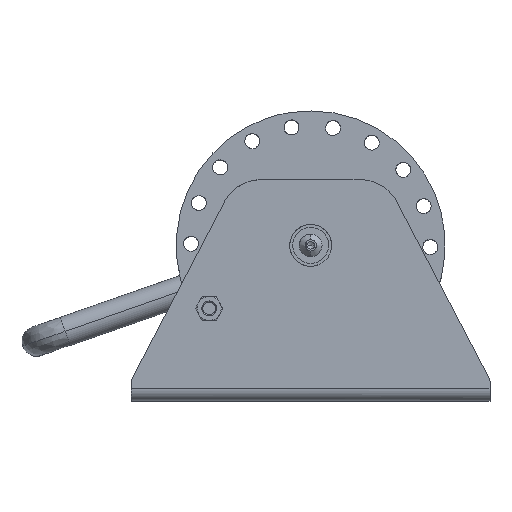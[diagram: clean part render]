
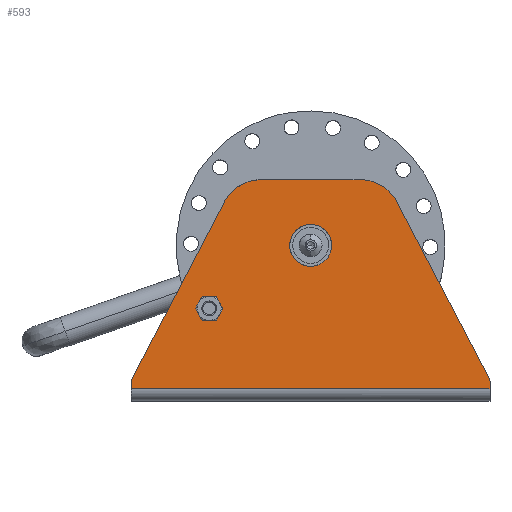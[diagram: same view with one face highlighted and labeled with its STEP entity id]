
A CAD part, top view. The second image highlights one B-rep face of the part: STEP entity #593.
In plain terms, the highlighted free-form (B-spline) face has degree [1, 1] with [2, 2] control points.
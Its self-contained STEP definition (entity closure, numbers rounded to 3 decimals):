
#216 = VERTEX_POINT('',#217);
#217 = CARTESIAN_POINT('',(-77.226,51.634,
    24.465));
#222 = EDGE_CURVE('',#223,#216,#225,.T.);
#223 = VERTEX_POINT('',#224);
#224 = CARTESIAN_POINT('',(-90.926,51.634,
    24.465));
#225 = ( BOUNDED_CURVE() B_SPLINE_CURVE(2,(#226,#227,#228,#229,#230),
.UNSPECIFIED.,.F.,.F.) B_SPLINE_CURVE_WITH_KNOTS((3,2,3),(3.142,
4.712,6.283),.PIECEWISE_BEZIER_KNOTS.) CURVE() 
GEOMETRIC_REPRESENTATION_ITEM() RATIONAL_B_SPLINE_CURVE((1.,
0.707,1.,0.707,1.)) REPRESENTATION_ITEM('') );
#226 = CARTESIAN_POINT('',(-90.926,51.634,
    24.465));
#227 = CARTESIAN_POINT('',(-90.926,44.784,
    24.465));
#228 = CARTESIAN_POINT('',(-84.076,44.784,
    24.465));
#229 = CARTESIAN_POINT('',(-77.226,44.784,
    24.465));
#230 = CARTESIAN_POINT('',(-77.226,51.634,
    24.465));
#264 = VERTEX_POINT('',#265);
#265 = CARTESIAN_POINT('',(-114.881,30.981,
    24.465));
#270 = EDGE_CURVE('',#271,#264,#273,.T.);
#271 = VERTEX_POINT('',#272);
#272 = CARTESIAN_POINT('',(-119.773,30.981,
    24.465));
#273 = ( BOUNDED_CURVE() B_SPLINE_CURVE(2,(#274,#275,#276,#277,#278),
.UNSPECIFIED.,.F.,.F.) B_SPLINE_CURVE_WITH_KNOTS((3,2,3),(3.142,
4.712,6.283),.PIECEWISE_BEZIER_KNOTS.) CURVE() 
GEOMETRIC_REPRESENTATION_ITEM() RATIONAL_B_SPLINE_CURVE((1.,
0.707,1.,0.707,1.)) REPRESENTATION_ITEM('') );
#274 = CARTESIAN_POINT('',(-119.773,30.981,
    24.465));
#275 = CARTESIAN_POINT('',(-119.773,28.535,
    24.465));
#276 = CARTESIAN_POINT('',(-117.327,28.535,
    24.465));
#277 = CARTESIAN_POINT('',(-114.881,28.535,
    24.465));
#278 = CARTESIAN_POINT('',(-114.881,30.981,
    24.465));
#459 = VERTEX_POINT('',#460);
#460 = CARTESIAN_POINT('',(-25.361,7.118,
    24.465));
#465 = EDGE_CURVE('',#459,#466,#468,.T.);
#466 = VERTEX_POINT('',#467);
#467 = CARTESIAN_POINT('',(-25.361,4.662,
    24.465));
#468 = B_SPLINE_CURVE_WITH_KNOTS('',1,(#469,#470),.UNSPECIFIED.,.F.,.F.,
  (2,2),(-6.509,-4.),.PIECEWISE_BEZIER_KNOTS.);
#469 = CARTESIAN_POINT('',(-25.361,7.118,
    24.465));
#470 = CARTESIAN_POINT('',(-25.361,4.662,
    24.465));
#540 = VERTEX_POINT('',#541);
#541 = CARTESIAN_POINT('',(-142.791,4.662,
    24.465));
#547 = EDGE_CURVE('',#548,#540,#550,.T.);
#548 = VERTEX_POINT('',#549);
#549 = CARTESIAN_POINT('',(-142.791,7.118,
    24.465));
#550 = B_SPLINE_CURVE_WITH_KNOTS('',1,(#551,#552),.UNSPECIFIED.,.F.,.F.,
  (2,2),(-6.509,-4.),.PIECEWISE_BEZIER_KNOTS.);
#551 = CARTESIAN_POINT('',(-142.791,7.118,
    24.465));
#552 = CARTESIAN_POINT('',(-142.791,4.662,
    24.465));
#593 = ADVANCED_FACE('',(#594,#605,#616),#676,.F.);
#594 = FACE_BOUND('',#595,.T.);
#595 = EDGE_LOOP('',(#596,#604));
#596 = ORIENTED_EDGE('',*,*,#597,.F.);
#597 = EDGE_CURVE('',#216,#223,#598,.T.);
#598 = ( BOUNDED_CURVE() B_SPLINE_CURVE(2,(#599,#600,#601,#602,#603),
.UNSPECIFIED.,.F.,.F.) B_SPLINE_CURVE_WITH_KNOTS((3,2,3),(0.,
1.571,3.142),.PIECEWISE_BEZIER_KNOTS.) CURVE() 
GEOMETRIC_REPRESENTATION_ITEM() RATIONAL_B_SPLINE_CURVE((1.,
0.707,1.,0.707,1.)) REPRESENTATION_ITEM('') );
#599 = CARTESIAN_POINT('',(-77.226,51.634,
    24.465));
#600 = CARTESIAN_POINT('',(-77.226,58.484,
    24.465));
#601 = CARTESIAN_POINT('',(-84.076,58.484,
    24.465));
#602 = CARTESIAN_POINT('',(-90.926,58.484,
    24.465));
#603 = CARTESIAN_POINT('',(-90.926,51.634,
    24.465));
#604 = ORIENTED_EDGE('',*,*,#222,.F.);
#605 = FACE_BOUND('',#606,.T.);
#606 = EDGE_LOOP('',(#607,#615));
#607 = ORIENTED_EDGE('',*,*,#608,.F.);
#608 = EDGE_CURVE('',#264,#271,#609,.T.);
#609 = ( BOUNDED_CURVE() B_SPLINE_CURVE(2,(#610,#611,#612,#613,#614),
.UNSPECIFIED.,.F.,.F.) B_SPLINE_CURVE_WITH_KNOTS((3,2,3),(0.,
1.571,3.142),.PIECEWISE_BEZIER_KNOTS.) CURVE() 
GEOMETRIC_REPRESENTATION_ITEM() RATIONAL_B_SPLINE_CURVE((1.,
0.707,1.,0.707,1.)) REPRESENTATION_ITEM('') );
#610 = CARTESIAN_POINT('',(-114.881,30.981,
    24.465));
#611 = CARTESIAN_POINT('',(-114.881,33.427,
    24.465));
#612 = CARTESIAN_POINT('',(-117.327,33.427,
    24.465));
#613 = CARTESIAN_POINT('',(-119.773,33.427,
    24.465));
#614 = CARTESIAN_POINT('',(-119.773,30.981,
    24.465));
#615 = ORIENTED_EDGE('',*,*,#270,.F.);
#616 = FACE_BOUND('',#617,.T.);
#617 = EDGE_LOOP('',(#618,#627,#633,#634,#639,#640,#648,#655,#663,#670)
  );
#618 = ORIENTED_EDGE('',*,*,#619,.F.);
#619 = EDGE_CURVE('',#620,#622,#624,.T.);
#620 = VERTEX_POINT('',#621);
#621 = CARTESIAN_POINT('',(-142.568,8.024,
    24.465));
#622 = VERTEX_POINT('',#623);
#623 = CARTESIAN_POINT('',(-112.383,65.806,
    24.465));
#624 = B_SPLINE_CURVE_WITH_KNOTS('',1,(#625,#626),.UNSPECIFIED.,.F.,.F.,
  (2,2),(0.491,67.109),.PIECEWISE_BEZIER_KNOTS.);
#625 = CARTESIAN_POINT('',(-142.568,8.024,
    24.465));
#626 = CARTESIAN_POINT('',(-112.383,65.806,
    24.465));
#627 = ORIENTED_EDGE('',*,*,#628,.T.);
#628 = EDGE_CURVE('',#620,#548,#629,.T.);
#629 = ( BOUNDED_CURVE() B_SPLINE_CURVE(2,(#630,#631,#632),
.UNSPECIFIED.,.F.,.F.) B_SPLINE_CURVE_WITH_KNOTS((3,3),(5.802,
6.283),.PIECEWISE_BEZIER_KNOTS.) CURVE() 
GEOMETRIC_REPRESENTATION_ITEM() RATIONAL_B_SPLINE_CURVE((1.,
0.971,1.)) REPRESENTATION_ITEM('') );
#630 = CARTESIAN_POINT('',(-142.568,8.024,
    24.465));
#631 = CARTESIAN_POINT('',(-142.791,7.598,
    24.465));
#632 = CARTESIAN_POINT('',(-142.791,7.118,
    24.465));
#633 = ORIENTED_EDGE('',*,*,#547,.T.);
#634 = ORIENTED_EDGE('',*,*,#635,.T.);
#635 = EDGE_CURVE('',#540,#466,#636,.T.);
#636 = B_SPLINE_CURVE_WITH_KNOTS('',1,(#637,#638),.UNSPECIFIED.,.F.,.F.,
  (2,2),(-120.,0.),.PIECEWISE_BEZIER_KNOTS.);
#637 = CARTESIAN_POINT('',(-142.791,4.662,
    24.465));
#638 = CARTESIAN_POINT('',(-25.361,4.662,
    24.465));
#639 = ORIENTED_EDGE('',*,*,#465,.F.);
#640 = ORIENTED_EDGE('',*,*,#641,.T.);
#641 = EDGE_CURVE('',#459,#642,#644,.T.);
#642 = VERTEX_POINT('',#643);
#643 = CARTESIAN_POINT('',(-25.583,8.024,
    24.465));
#644 = ( BOUNDED_CURVE() B_SPLINE_CURVE(2,(#645,#646,#647),
.UNSPECIFIED.,.F.,.F.) B_SPLINE_CURVE_WITH_KNOTS((3,3),(3.142,
3.623),.PIECEWISE_BEZIER_KNOTS.) CURVE() 
GEOMETRIC_REPRESENTATION_ITEM() RATIONAL_B_SPLINE_CURVE((1.,
0.971,1.)) REPRESENTATION_ITEM('') );
#645 = CARTESIAN_POINT('',(-25.361,7.118,
    24.465));
#646 = CARTESIAN_POINT('',(-25.361,7.598,
    24.465));
#647 = CARTESIAN_POINT('',(-25.583,8.024,
    24.465));
#648 = ORIENTED_EDGE('',*,*,#649,.F.);
#649 = EDGE_CURVE('',#650,#642,#652,.T.);
#650 = VERTEX_POINT('',#651);
#651 = CARTESIAN_POINT('',(-55.768,65.806,
    24.465));
#652 = B_SPLINE_CURVE_WITH_KNOTS('',1,(#653,#654),.UNSPECIFIED.,.F.,.F.,
  (2,2),(8.482,75.1),.PIECEWISE_BEZIER_KNOTS.);
#653 = CARTESIAN_POINT('',(-55.768,65.806,
    24.465));
#654 = CARTESIAN_POINT('',(-25.583,8.024,
    24.465));
#655 = ORIENTED_EDGE('',*,*,#656,.T.);
#656 = EDGE_CURVE('',#650,#657,#659,.T.);
#657 = VERTEX_POINT('',#658);
#658 = CARTESIAN_POINT('',(-67.911,73.163,
    24.465));
#659 = ( BOUNDED_CURVE() B_SPLINE_CURVE(2,(#660,#661,#662),
.UNSPECIFIED.,.F.,.F.) B_SPLINE_CURVE_WITH_KNOTS((3,3),(3.623,
4.712),.PIECEWISE_BEZIER_KNOTS.) CURVE() 
GEOMETRIC_REPRESENTATION_ITEM() RATIONAL_B_SPLINE_CURVE((1.,
0.855,1.)) REPRESENTATION_ITEM('') );
#660 = CARTESIAN_POINT('',(-55.768,65.806,
    24.465));
#661 = CARTESIAN_POINT('',(-59.611,73.163,
    24.465));
#662 = CARTESIAN_POINT('',(-67.911,73.163,
    24.465));
#663 = ORIENTED_EDGE('',*,*,#664,.F.);
#664 = EDGE_CURVE('',#665,#657,#667,.T.);
#665 = VERTEX_POINT('',#666);
#666 = CARTESIAN_POINT('',(-100.24,73.163,
    24.465));
#667 = B_SPLINE_CURVE_WITH_KNOTS('',1,(#668,#669),.UNSPECIFIED.,.F.,.F.,
  (2,2),(8.482,41.518),.PIECEWISE_BEZIER_KNOTS.);
#668 = CARTESIAN_POINT('',(-100.24,73.163,
    24.465));
#669 = CARTESIAN_POINT('',(-67.911,73.163,
    24.465));
#670 = ORIENTED_EDGE('',*,*,#671,.T.);
#671 = EDGE_CURVE('',#665,#622,#672,.T.);
#672 = ( BOUNDED_CURVE() B_SPLINE_CURVE(2,(#673,#674,#675),
.UNSPECIFIED.,.F.,.F.) B_SPLINE_CURVE_WITH_KNOTS((3,3),(4.712,
5.802),.PIECEWISE_BEZIER_KNOTS.) CURVE() 
GEOMETRIC_REPRESENTATION_ITEM() RATIONAL_B_SPLINE_CURVE((1.,
0.855,1.)) REPRESENTATION_ITEM('') );
#673 = CARTESIAN_POINT('',(-100.24,73.163,
    24.465));
#674 = CARTESIAN_POINT('',(-108.54,73.163,
    24.465));
#675 = CARTESIAN_POINT('',(-112.383,65.806,
    24.465));
#676 = B_SPLINE_SURFACE_WITH_KNOTS('',1,1,(
    (#677,#678)
    ,(#679,#680
    )),.UNSPECIFIED.,.F.,.F.,.F.,(2,2),(2,2),(0.,120.),(4.,74.),
  .PIECEWISE_BEZIER_KNOTS.);
#677 = CARTESIAN_POINT('',(-25.361,4.662,
    24.465));
#678 = CARTESIAN_POINT('',(-25.361,73.163,
    24.465));
#679 = CARTESIAN_POINT('',(-142.791,4.662,
    24.465));
#680 = CARTESIAN_POINT('',(-142.791,73.163,
    24.465));
